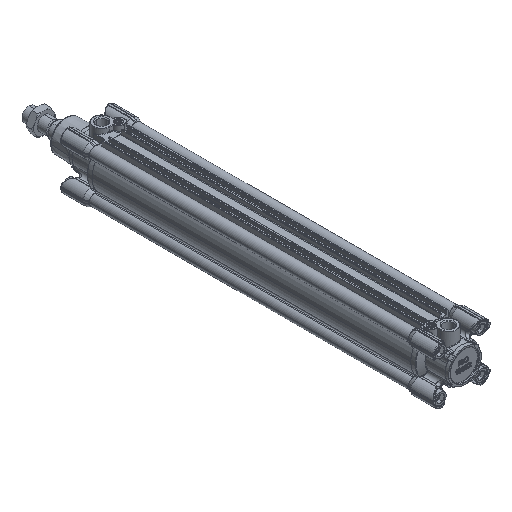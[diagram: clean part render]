
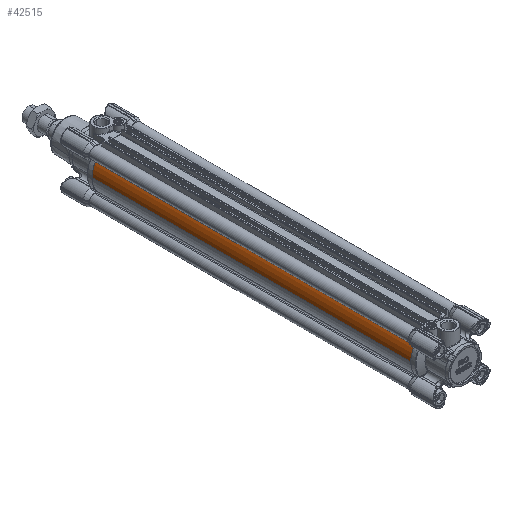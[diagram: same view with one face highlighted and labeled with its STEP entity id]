
A CAD part, isometric view. The second image highlights one B-rep face of the part: STEP entity #42515.
In plain terms, the highlighted cylindrical face has radius 27 mm (diameter 54 mm), a partial arc.
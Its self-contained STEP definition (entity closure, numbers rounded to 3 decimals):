
#763 = VERTEX_POINT ( 'NONE', #42943 ) ;
#4193 = CARTESIAN_POINT ( 'NONE',  ( 0., 395., 0. ) ) ;
#9639 = EDGE_CURVE ( 'NONE', #763, #14743, #107935, .T. ) ;
#12865 = LINE ( 'NONE', #39004, #68917 ) ;
#14137 = CARTESIAN_POINT ( 'NONE',  ( 0., 351., 0. ) ) ;
#14743 = VERTEX_POINT ( 'NONE', #93018 ) ;
#15578 = EDGE_LOOP ( 'NONE', ( #92863, #40220, #26714, #65372 ) ) ;
#19026 = CARTESIAN_POINT ( 'NONE',  ( -27., 31., 0. ) ) ;
#22577 = AXIS2_PLACEMENT_3D ( 'NONE', #4193, #29252, #42821 ) ;
#26714 = ORIENTED_EDGE ( 'NONE', *, *, #97341, .T. ) ;
#29252 = DIRECTION ( 'NONE',  ( 0., -1., 0. ) ) ;
#30672 = DIRECTION ( 'NONE',  ( 0., 1., 0. ) ) ;
#30928 = DIRECTION ( 'NONE',  ( 0., 1., 0. ) ) ;
#31400 = FACE_OUTER_BOUND ( 'NONE', #15578, .T. ) ;
#32012 = LINE ( 'NONE', #65437, #48660 ) ;
#39004 = CARTESIAN_POINT ( 'NONE',  ( -27., 351., 0. ) ) ;
#40220 = ORIENTED_EDGE ( 'NONE', *, *, #96414, .F. ) ;
#42515 = ADVANCED_FACE ( 'NONE', ( #31400 ), #48119, .T. ) ;
#42821 = DIRECTION ( 'NONE',  ( 1., 0., 0. ) ) ;
#42943 = CARTESIAN_POINT ( 'NONE',  ( -22.483, 395., 14.95 ) ) ;
#48119 = CYLINDRICAL_SURFACE ( 'NONE', #50055, 27. ) ;
#48660 = VECTOR ( 'NONE', #30928, 1000. ) ;
#50055 = AXIS2_PLACEMENT_3D ( 'NONE', #14137, #88761, #107651 ) ;
#53846 = AXIS2_PLACEMENT_3D ( 'NONE', #69395, #103328, #102784 ) ;
#65372 = ORIENTED_EDGE ( 'NONE', *, *, #9639, .T. ) ;
#65437 = CARTESIAN_POINT ( 'NONE',  ( -22.483, 351., 14.95 ) ) ;
#66858 = CARTESIAN_POINT ( 'NONE',  ( -22.483, 31., 14.95 ) ) ;
#68917 = VECTOR ( 'NONE', #30672, 1000. ) ;
#68949 = VERTEX_POINT ( 'NONE', #66858 ) ;
#69395 = CARTESIAN_POINT ( 'NONE',  ( 0., 31., 0. ) ) ;
#88761 = DIRECTION ( 'NONE',  ( 0., 1., 0. ) ) ;
#89406 = CIRCLE ( 'NONE', #53846, 27. ) ;
#92863 = ORIENTED_EDGE ( 'NONE', *, *, #109382, .F. ) ;
#93018 = CARTESIAN_POINT ( 'NONE',  ( -27., 395., 0. ) ) ;
#96414 = EDGE_CURVE ( 'NONE', #68949, #104959, #89406, .T. ) ;
#97341 = EDGE_CURVE ( 'NONE', #68949, #763, #32012, .T. ) ;
#102784 = DIRECTION ( 'NONE',  ( 1., 0., 0. ) ) ;
#103328 = DIRECTION ( 'NONE',  ( 0., -1., 0. ) ) ;
#104959 = VERTEX_POINT ( 'NONE', #19026 ) ;
#107651 = DIRECTION ( 'NONE',  ( -1., 0., 0. ) ) ;
#107935 = CIRCLE ( 'NONE', #22577, 27. ) ;
#109382 = EDGE_CURVE ( 'NONE', #104959, #14743, #12865, .T. ) ;
